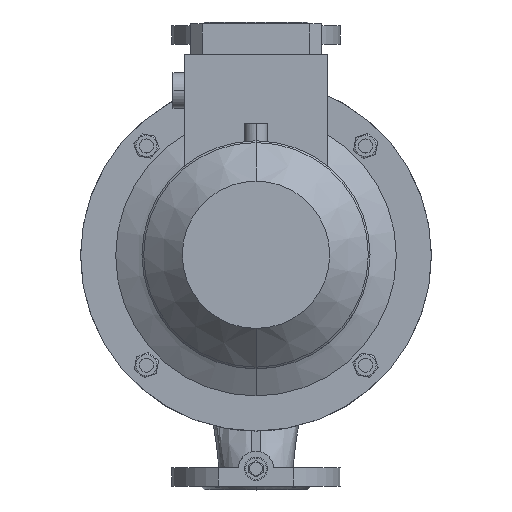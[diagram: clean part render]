
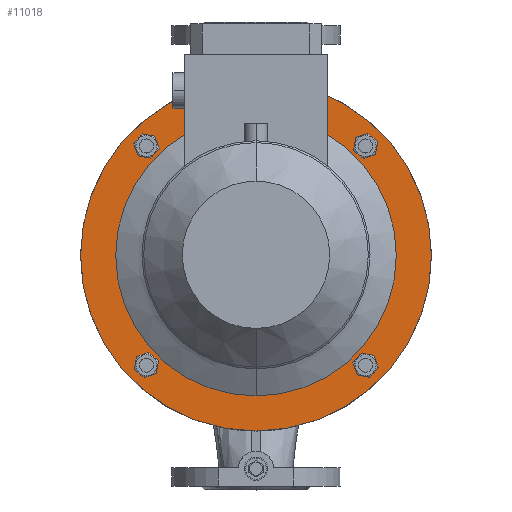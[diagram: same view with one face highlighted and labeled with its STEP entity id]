
A CAD part, top view. The second image highlights one B-rep face of the part: STEP entity #11018.
In plain terms, the highlighted planar face has unit normal (0, 0, 1).
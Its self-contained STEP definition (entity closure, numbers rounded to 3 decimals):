
#320 = AXIS2_PLACEMENT_3D ( 'NONE', #15534, #18031, #28919 ) ;
#384 = FACE_BOUND ( 'NONE', #33653, .T. ) ;
#623 = CARTESIAN_POINT ( 'NONE',  ( 0., 150., 188. ) ) ;
#823 = CIRCLE ( 'NONE', #4397, 9.025 ) ;
#1233 = VERTEX_POINT ( 'NONE', #5656 ) ;
#1357 = ORIENTED_EDGE ( 'NONE', *, *, #1718, .F. ) ;
#1574 = DIRECTION ( 'NONE',  ( 0., -1., 0. ) ) ;
#1602 = DIRECTION ( 'NONE',  ( 0., -1., 0. ) ) ;
#1718 = EDGE_CURVE ( 'NONE', #27019, #16558, #19920, .T. ) ;
#1885 = VERTEX_POINT ( 'NONE', #623 ) ;
#1972 = AXIS2_PLACEMENT_3D ( 'NONE', #21001, #4688, #23488 ) ;
#2362 = ORIENTED_EDGE ( 'NONE', *, *, #20366, .F. ) ;
#2931 = DIRECTION ( 'NONE',  ( 0., 0., -1. ) ) ;
#3327 = ORIENTED_EDGE ( 'NONE', *, *, #9903, .T. ) ;
#3557 = AXIS2_PLACEMENT_3D ( 'NONE', #16672, #27459, #13825 ) ;
#3644 = DIRECTION ( 'NONE',  ( 0., 0., 1. ) ) ;
#4397 = AXIS2_PLACEMENT_3D ( 'NONE', #25410, #3644, #9139 ) ;
#4688 = DIRECTION ( 'NONE',  ( 0., 0., 1. ) ) ;
#5053 = AXIS2_PLACEMENT_3D ( 'NONE', #5974, #8484, #30203 ) ;
#5081 = EDGE_CURVE ( 'NONE', #5273, #31861, #15141, .T. ) ;
#5273 = VERTEX_POINT ( 'NONE', #16211 ) ;
#5656 = CARTESIAN_POINT ( 'NONE',  ( 0., -120., 188. ) ) ;
#5681 = EDGE_CURVE ( 'NONE', #31861, #5273, #8701, .T. ) ;
#5843 = CARTESIAN_POINT ( 'NONE',  ( 0., -150., 188. ) ) ;
#5861 = VERTEX_POINT ( 'NONE', #16428 ) ;
#5974 = CARTESIAN_POINT ( 'NONE',  ( -93.692, -93.692, 188. ) ) ;
#7625 = FACE_BOUND ( 'NONE', #17118, .T. ) ;
#8298 = DIRECTION ( 'NONE',  ( 0., 1., 0. ) ) ;
#8484 = DIRECTION ( 'NONE',  ( 0., 0., 1. ) ) ;
#8701 = CIRCLE ( 'NONE', #9944, 9.025 ) ;
#9139 = DIRECTION ( 'NONE',  ( 0., -1., 0. ) ) ;
#9537 = ORIENTED_EDGE ( 'NONE', *, *, #5081, .T. ) ;
#9538 = DIRECTION ( 'NONE',  ( 0., 1., 0. ) ) ;
#9903 = EDGE_CURVE ( 'NONE', #1233, #13343, #26809, .T. ) ;
#9944 = AXIS2_PLACEMENT_3D ( 'NONE', #18576, #16190, #32176 ) ;
#11018 = ADVANCED_FACE ( 'NONE', ( #7625, #26362, #384, #29744, #31848, #14498 ), #24607, .T. ) ;
#11644 = DIRECTION ( 'NONE',  ( 0., 0., 1. ) ) ;
#11770 = VERTEX_POINT ( 'NONE', #24617 ) ;
#12964 = DIRECTION ( 'NONE',  ( 0., 0., -1. ) ) ;
#13343 = VERTEX_POINT ( 'NONE', #22500 ) ;
#13465 = EDGE_CURVE ( 'NONE', #13343, #1233, #22052, .T. ) ;
#13524 = AXIS2_PLACEMENT_3D ( 'NONE', #31102, #12964, #14654 ) ;
#13825 = DIRECTION ( 'NONE',  ( 0., -1., 0. ) ) ;
#14312 = EDGE_LOOP ( 'NONE', ( #1357, #26762 ) ) ;
#14483 = CARTESIAN_POINT ( 'NONE',  ( -95.259, -102.58, 188. ) ) ;
#14498 = FACE_OUTER_BOUND ( 'NONE', #31959, .T. ) ;
#14654 = DIRECTION ( 'NONE',  ( 0., 1., 0. ) ) ;
#15138 = CARTESIAN_POINT ( 'NONE',  ( 0., 0., 188. ) ) ;
#15141 = CIRCLE ( 'NONE', #25637, 9.025 ) ;
#15534 = CARTESIAN_POINT ( 'NONE',  ( 93.692, -93.692, 188. ) ) ;
#15658 = CARTESIAN_POINT ( 'NONE',  ( 93.692, 93.692, 188. ) ) ;
#16190 = DIRECTION ( 'NONE',  ( 0., 0., -1. ) ) ;
#16211 = CARTESIAN_POINT ( 'NONE',  ( -84.804, 92.124, 188. ) ) ;
#16330 = CIRCLE ( 'NONE', #27707, 9.025 ) ;
#16428 = CARTESIAN_POINT ( 'NONE',  ( 95.259, 102.58, 188. ) ) ;
#16558 = VERTEX_POINT ( 'NONE', #14483 ) ;
#16672 = CARTESIAN_POINT ( 'NONE',  ( 0., 150., 188. ) ) ;
#16865 = EDGE_LOOP ( 'NONE', ( #26676, #18419 ) ) ;
#17054 = VERTEX_POINT ( 'NONE', #5843 ) ;
#17118 = EDGE_LOOP ( 'NONE', ( #9537, #24653 ) ) ;
#17548 = EDGE_CURVE ( 'NONE', #16558, #27019, #823, .T. ) ;
#18031 = DIRECTION ( 'NONE',  ( 0., 0., 1. ) ) ;
#18419 = ORIENTED_EDGE ( 'NONE', *, *, #31194, .F. ) ;
#18576 = CARTESIAN_POINT ( 'NONE',  ( -93.692, 93.692, 188. ) ) ;
#18893 = CARTESIAN_POINT ( 'NONE',  ( -102.58, 95.259, 188. ) ) ;
#19070 = CIRCLE ( 'NONE', #320, 9.025 ) ;
#19686 = VERTEX_POINT ( 'NONE', #20610 ) ;
#19920 = CIRCLE ( 'NONE', #5053, 9.025 ) ;
#20366 = EDGE_CURVE ( 'NONE', #1885, #17054, #34226, .T. ) ;
#20504 = DIRECTION ( 'NONE',  ( 0., 0., -1. ) ) ;
#20610 = CARTESIAN_POINT ( 'NONE',  ( 92.124, 84.804, 188. ) ) ;
#20887 = DIRECTION ( 'NONE',  ( 0., 0., 1. ) ) ;
#20999 = CIRCLE ( 'NONE', #1972, 9.025 ) ;
#21001 = CARTESIAN_POINT ( 'NONE',  ( 93.692, 93.692, 188. ) ) ;
#21868 = DIRECTION ( 'NONE',  ( 0., 0., -1. ) ) ;
#22013 = AXIS2_PLACEMENT_3D ( 'NONE', #32856, #2931, #27181 ) ;
#22052 = CIRCLE ( 'NONE', #33884, 120. ) ;
#22500 = CARTESIAN_POINT ( 'NONE',  ( 0., 120., 188. ) ) ;
#23166 = AXIS2_PLACEMENT_3D ( 'NONE', #24570, #21868, #8298 ) ;
#23488 = DIRECTION ( 'NONE',  ( 0., -1., 0. ) ) ;
#24570 = CARTESIAN_POINT ( 'NONE',  ( 0., 0., 188. ) ) ;
#24607 = PLANE ( 'NONE',  #3557 ) ;
#24617 = CARTESIAN_POINT ( 'NONE',  ( 102.58, -95.259, 188. ) ) ;
#24653 = ORIENTED_EDGE ( 'NONE', *, *, #5681, .T. ) ;
#25038 = CARTESIAN_POINT ( 'NONE',  ( 84.804, -92.124, 188. ) ) ;
#25285 = CARTESIAN_POINT ( 'NONE',  ( 93.692, -93.692, 188. ) ) ;
#25410 = CARTESIAN_POINT ( 'NONE',  ( -93.692, -93.692, 188. ) ) ;
#25437 = AXIS2_PLACEMENT_3D ( 'NONE', #15658, #20887, #1602 ) ;
#25454 = ORIENTED_EDGE ( 'NONE', *, *, #26943, .F. ) ;
#25637 = AXIS2_PLACEMENT_3D ( 'NONE', #31057, #20504, #1574 ) ;
#25721 = VERTEX_POINT ( 'NONE', #25038 ) ;
#26362 = FACE_BOUND ( 'NONE', #14312, .T. ) ;
#26676 = ORIENTED_EDGE ( 'NONE', *, *, #29508, .F. ) ;
#26732 = EDGE_LOOP ( 'NONE', ( #33956, #3327 ) ) ;
#26762 = ORIENTED_EDGE ( 'NONE', *, *, #17548, .F. ) ;
#26809 = CIRCLE ( 'NONE', #23166, 120. ) ;
#26943 = EDGE_CURVE ( 'NONE', #17054, #1885, #32647, .T. ) ;
#27019 = VERTEX_POINT ( 'NONE', #28610 ) ;
#27181 = DIRECTION ( 'NONE',  ( 0., 1., 0. ) ) ;
#27459 = DIRECTION ( 'NONE',  ( 0., 0., 1. ) ) ;
#27567 = EDGE_CURVE ( 'NONE', #11770, #25721, #19070, .T. ) ;
#27707 = AXIS2_PLACEMENT_3D ( 'NONE', #25285, #11644, #27764 ) ;
#27764 = DIRECTION ( 'NONE',  ( 0., -1., 0. ) ) ;
#28403 = DIRECTION ( 'NONE',  ( 0., 0., -1. ) ) ;
#28610 = CARTESIAN_POINT ( 'NONE',  ( -92.124, -84.804, 188. ) ) ;
#28919 = DIRECTION ( 'NONE',  ( 0., -1., 0. ) ) ;
#29508 = EDGE_CURVE ( 'NONE', #19686, #5861, #32091, .T. ) ;
#29744 = FACE_BOUND ( 'NONE', #16865, .T. ) ;
#30203 = DIRECTION ( 'NONE',  ( 0., -1., 0. ) ) ;
#31055 = EDGE_CURVE ( 'NONE', #25721, #11770, #16330, .T. ) ;
#31057 = CARTESIAN_POINT ( 'NONE',  ( -93.692, 93.692, 188. ) ) ;
#31102 = CARTESIAN_POINT ( 'NONE',  ( 0., 0., 188. ) ) ;
#31186 = ORIENTED_EDGE ( 'NONE', *, *, #27567, .F. ) ;
#31194 = EDGE_CURVE ( 'NONE', #5861, #19686, #20999, .T. ) ;
#31848 = FACE_BOUND ( 'NONE', #26732, .T. ) ;
#31861 = VERTEX_POINT ( 'NONE', #18893 ) ;
#31959 = EDGE_LOOP ( 'NONE', ( #2362, #25454 ) ) ;
#32056 = ORIENTED_EDGE ( 'NONE', *, *, #31055, .F. ) ;
#32091 = CIRCLE ( 'NONE', #25437, 9.025 ) ;
#32176 = DIRECTION ( 'NONE',  ( 0., -1., 0. ) ) ;
#32647 = CIRCLE ( 'NONE', #13524, 150. ) ;
#32856 = CARTESIAN_POINT ( 'NONE',  ( 0., 0., 188. ) ) ;
#33653 = EDGE_LOOP ( 'NONE', ( #32056, #31186 ) ) ;
#33884 = AXIS2_PLACEMENT_3D ( 'NONE', #15138, #28403, #9538 ) ;
#33956 = ORIENTED_EDGE ( 'NONE', *, *, #13465, .T. ) ;
#34226 = CIRCLE ( 'NONE', #22013, 150. ) ;
